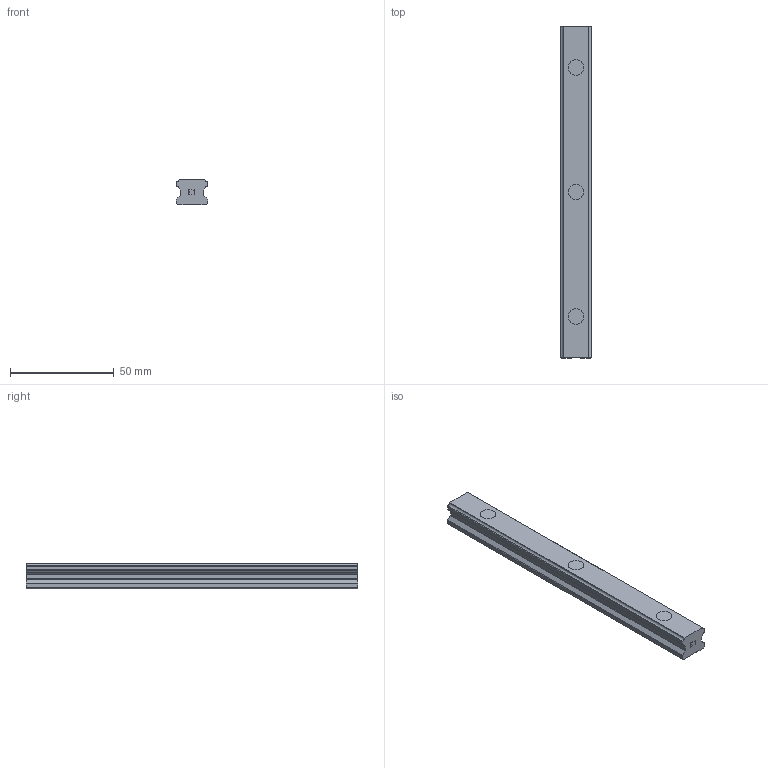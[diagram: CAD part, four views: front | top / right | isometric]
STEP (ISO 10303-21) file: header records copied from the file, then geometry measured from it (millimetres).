
FILE_DESCRIPTION(('STEP AP214'),'1');
FILE_NAME('cctmp_EEF45D4C-EDEF-48C9-B3E0-181E69A65257_2021_02_02_13_25_17_0774..stp','2021-02-02T12:25:17',('HIWIN GmbH'),('CADClick - www.CADClick.com'),'Spatial InterOp 3D',' ','unknown authorization');
FILE_SCHEMA(('AUTOMOTIVE_DESIGN'));
Length unit declared in the file: millimetre
Products named in the file (1): EGR15U160C_FILE
Bounding box: 15 x 160 x 12.5 mm (x, y, z)
Volume: 25380.9 mm3; surface area: 10144.2 mm2
Topology: 1 solids, 1 shells, 133 faces, 363 edges, 242 vertices
Faces by surface type: plane 97, cylinder 36
Entity records: 5289 total; most frequent: CARTESIAN_POINT 739, ORIENTED_EDGE 726, DIRECTION 715, EDGE_CURVE 363, LINE 279, VECTOR 279, VERTEX_POINT 242, AXIS2_PLACEMENT_3D 218
